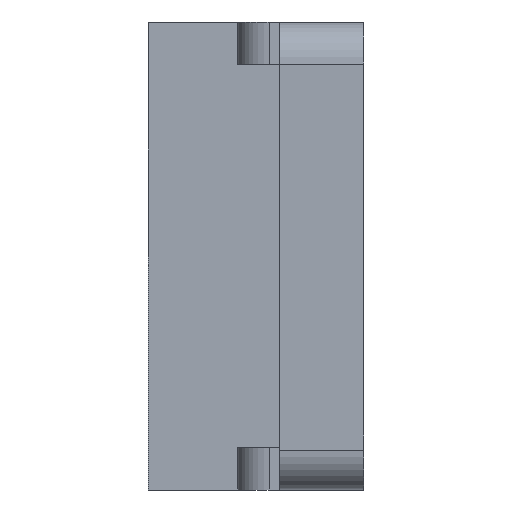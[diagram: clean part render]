
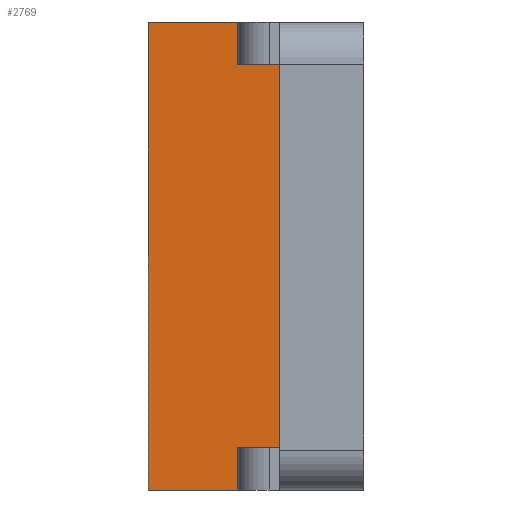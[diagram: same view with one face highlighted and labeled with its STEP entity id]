
A CAD part, left-side view. The second image highlights one B-rep face of the part: STEP entity #2769.
In plain terms, the highlighted planar face has unit normal (-1, 0, 0).
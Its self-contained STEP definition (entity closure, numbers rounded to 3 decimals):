
#457=CARTESIAN_POINT('',(446.525,-74.,230.23));
#458=VERTEX_POINT('',#457);
#465=CARTESIAN_POINT('',(446.525,-69.75,230.23));
#466=VERTEX_POINT('',#465);
#467=CARTESIAN_POINT('',(446.525,-74.,230.23));
#468=DIRECTION('',(0.,1.,0.));
#469=VECTOR('',#468,4.25);
#470=LINE('',#467,#469);
#471=EDGE_CURVE('',#458,#466,#470,.T.);
#1151=CARTESIAN_POINT('',(446.525,-74.,252.48));
#1152=VERTEX_POINT('',#1151);
#1463=CARTESIAN_POINT('',(446.525,-69.75,252.48));
#1464=VERTEX_POINT('',#1463);
#1471=CARTESIAN_POINT('',(446.525,-74.,252.48));
#1472=DIRECTION('',(0.,1.,0.));
#1473=VECTOR('',#1472,4.25);
#1474=LINE('',#1471,#1473);
#1475=EDGE_CURVE('',#1152,#1464,#1474,.T.);
#2716=CARTESIAN_POINT('',(446.525,-79.75,241.33));
#2717=DIRECTION('',(-1.,0.,0.));
#2718=DIRECTION('',(0.,0.,-1.));
#2719=AXIS2_PLACEMENT_3D('',#2716,#2717,#2718);
#2720=PLANE('',#2719);
#2721=ORIENTED_EDGE('',*,*,#471,.F.);
#2722=CARTESIAN_POINT('',(446.525,-74.,232.23));
#2723=VERTEX_POINT('',#2722);
#2724=CARTESIAN_POINT('',(446.525,-74.,230.23));
#2725=DIRECTION('',(0.,0.,1.));
#2726=VECTOR('',#2725,2.);
#2727=LINE('',#2724,#2726);
#2728=EDGE_CURVE('',#458,#2723,#2727,.T.);
#2729=ORIENTED_EDGE('',*,*,#2728,.T.);
#2730=CARTESIAN_POINT('',(446.525,-78.,232.23));
#2731=VERTEX_POINT('',#2730);
#2732=CARTESIAN_POINT('',(446.525,-74.,232.23));
#2733=DIRECTION('',(-0.,-1.,0.));
#2734=VECTOR('',#2733,4.);
#2735=LINE('',#2732,#2734);
#2736=EDGE_CURVE('',#2723,#2731,#2735,.T.);
#2737=ORIENTED_EDGE('',*,*,#2736,.T.);
#2738=CARTESIAN_POINT('',(446.525,-78.,250.48));
#2739=VERTEX_POINT('',#2738);
#2740=CARTESIAN_POINT('',(446.525,-78.,250.48));
#2741=DIRECTION('',(0.,0.,-1.));
#2742=VECTOR('',#2741,18.25);
#2743=LINE('',#2740,#2742);
#2744=EDGE_CURVE('',#2739,#2731,#2743,.T.);
#2745=ORIENTED_EDGE('',*,*,#2744,.F.);
#2746=CARTESIAN_POINT('',(446.525,-74.,250.48));
#2747=VERTEX_POINT('',#2746);
#2748=CARTESIAN_POINT('',(446.525,-74.,250.48));
#2749=DIRECTION('',(-0.,-1.,0.));
#2750=VECTOR('',#2749,4.);
#2751=LINE('',#2748,#2750);
#2752=EDGE_CURVE('',#2747,#2739,#2751,.T.);
#2753=ORIENTED_EDGE('',*,*,#2752,.F.);
#2754=CARTESIAN_POINT('',(446.525,-74.,252.48));
#2755=DIRECTION('',(0.,0.,-1.));
#2756=VECTOR('',#2755,2.);
#2757=LINE('',#2754,#2756);
#2758=EDGE_CURVE('',#1152,#2747,#2757,.T.);
#2759=ORIENTED_EDGE('',*,*,#2758,.F.);
#2760=ORIENTED_EDGE('',*,*,#1475,.T.);
#2761=CARTESIAN_POINT('',(446.525,-69.75,230.23));
#2762=DIRECTION('',(0.,0.,1.));
#2763=VECTOR('',#2762,22.25);
#2764=LINE('',#2761,#2763);
#2765=EDGE_CURVE('',#466,#1464,#2764,.T.);
#2766=ORIENTED_EDGE('',*,*,#2765,.F.);
#2767=EDGE_LOOP('',(#2721,#2729,#2737,#2745,#2753,#2759,#2760,#2766));
#2768=FACE_BOUND('',#2767,.T.);
#2769=ADVANCED_FACE('',(#2768),#2720,.T.);
